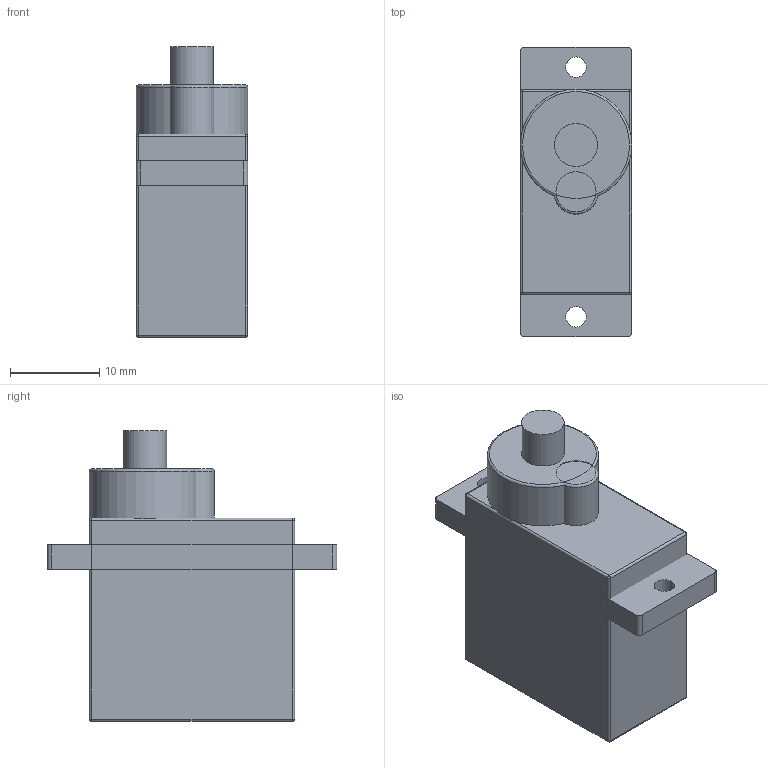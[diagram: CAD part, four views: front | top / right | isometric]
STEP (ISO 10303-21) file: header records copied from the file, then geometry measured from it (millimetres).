
FILE_DESCRIPTION(('Open CASCADE Model'),'2;1');
FILE_NAME('Open CASCADE Shape Model','2025-01-22T20:49:21',('Author'),( 'Open CASCADE'),'Open CASCADE STEP processor 7.7','Open CASCADE 7.7' ,'Unknown');
FILE_SCHEMA(('AUTOMOTIVE_DESIGN { 1 0 10303 214 1 1 1 1 }'));
Length unit declared in the file: millimetre
Products named in the file (12): f950584e-d8f9-11ef-ab40-84a93e78d292; f9505ab0-d8f9-11ef-ab40-84a93e78d292; f9505ab0-d8f9-11ef-ab40-84a93e78d292_part; f9505c5e-d8f9-11ef-ab40-84a93e78d292; f9505c5e-d8f9-11ef-ab40-84a93e78d292_part; f9505dbc-d8f9-11ef-ab40-84a93e78d292; f9505dbc-d8f9-11ef-ab40-84a93e78d292_part; f9505ee8-d8f9-11ef-ab40-84a93e78d292; f9505ee8-d8f9-11ef-ab40-84a93e78d292_part; f950600a-d8f9-11ef-ab40-84a93e78d292; f950600a-d8f9-11ef-ab40-84a93e78d292_part
Assembly tree (11 placements, depth 4):
  f950584e-d8f9-11ef-ab40-84a93e78d292
    f950584e-d8f9-11ef-ab40-84a93e78d292
      f9505ab0-d8f9-11ef-ab40-84a93e78d292
        f9505ab0-d8f9-11ef-ab40-84a93e78d292_part
      f9505c5e-d8f9-11ef-ab40-84a93e78d292
        f9505c5e-d8f9-11ef-ab40-84a93e78d292_part
      f9505dbc-d8f9-11ef-ab40-84a93e78d292
        f9505dbc-d8f9-11ef-ab40-84a93e78d292_part
      f9505ee8-d8f9-11ef-ab40-84a93e78d292
        f9505ee8-d8f9-11ef-ab40-84a93e78d292_part
      f950600a-d8f9-11ef-ab40-84a93e78d292
        f950600a-d8f9-11ef-ab40-84a93e78d292_part
Bounding box: 12.5 x 32.5 x 32.6 mm (x, y, z)
Volume: 8505.7 mm3; surface area: 3931.2 mm2
Topology: 5 solids, 5 shells, 49 faces, 99 edges, 52 vertices
Faces by surface type: cylinder 21, plane 18, sphere 8, torus 2
Full cylindrical faces by diameter (mm): 2.3 x2, 4.8 x1, 5 x1, 12.5 x1
Entity records: 2649 total; most frequent: DIRECTION 437, CARTESIAN_POINT 410, LINE 209, VECTOR 209, ORIENTED_EDGE 182, PCURVE 182, DEFINITIONAL_REPRESENTATION 182, AXIS2_PLACEMENT_3D 107
